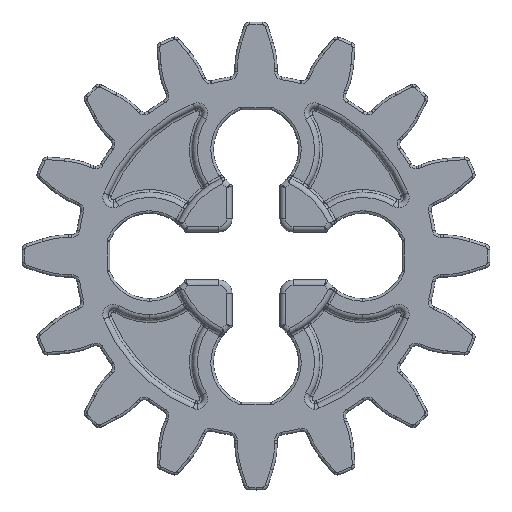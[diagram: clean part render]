
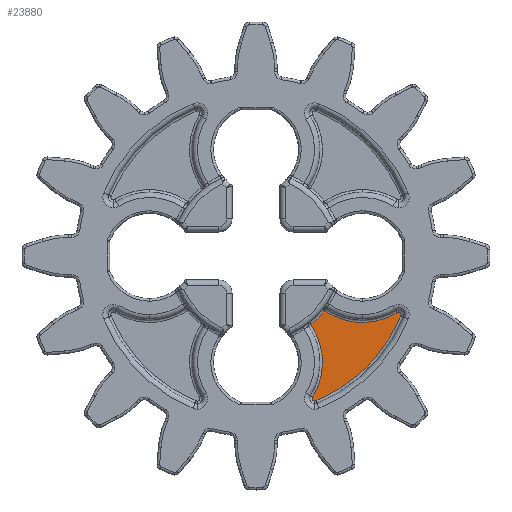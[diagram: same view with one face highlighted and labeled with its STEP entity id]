
A CAD part, left-side view. The second image highlights one B-rep face of the part: STEP entity #23880.
In plain terms, the highlighted planar face has unit normal (-1, 0, 0).
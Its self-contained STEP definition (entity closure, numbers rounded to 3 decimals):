
#764 = DIRECTION ( 'NONE',  ( -1., 0., 0. ) ) ;
#873 = VERTEX_POINT ( 'NONE', #1326 ) ;
#893 = ORIENTED_EDGE ( 'NONE', *, *, #1240, .T. ) ;
#1240 = EDGE_CURVE ( 'NONE', #17513, #32636, #22905, .T. ) ;
#1326 = CARTESIAN_POINT ( 'NONE',  ( -1.2, -5.452, -2.254 ) ) ;
#1716 = DIRECTION ( 'NONE',  ( 1., 0., 0. ) ) ;
#2222 = AXIS2_PLACEMENT_3D ( 'NONE', #3630, #23845, #21769 ) ;
#2452 = VERTEX_POINT ( 'NONE', #11010 ) ;
#2516 = EDGE_CURVE ( 'NONE', #11841, #873, #3829, .T. ) ;
#2647 = EDGE_CURVE ( 'NONE', #12474, #17513, #7389, .T. ) ;
#2829 = ORIENTED_EDGE ( 'NONE', *, *, #9784, .T. ) ;
#2935 = EDGE_CURVE ( 'NONE', #873, #24968, #26322, .T. ) ;
#3224 = DIRECTION ( 'NONE',  ( 0., 0., 1. ) ) ;
#3343 = CARTESIAN_POINT ( 'NONE',  ( -1.2, -5.36, -2.216 ) ) ;
#3630 = CARTESIAN_POINT ( 'NONE',  ( -1.2, 0., -2. ) ) ;
#3709 = DIRECTION ( 'NONE',  ( -1., 0., 0. ) ) ;
#3772 = ORIENTED_EDGE ( 'NONE', *, *, #2647, .T. ) ;
#3829 = CIRCLE ( 'NONE', #9595, 5.9 ) ;
#3889 = DIRECTION ( 'NONE',  ( 1., 0., 0. ) ) ;
#4044 = DIRECTION ( 'NONE',  ( 1., 0., 0. ) ) ;
#4182 = DIRECTION ( 'NONE',  ( 0., 0., 1. ) ) ;
#4712 = CARTESIAN_POINT ( 'NONE',  ( -1.2, -2.254, -5.452 ) ) ;
#4779 = DIRECTION ( 'NONE',  ( -1., 0., 0. ) ) ;
#4902 = AXIS2_PLACEMENT_3D ( 'NONE', #24784, #4779, #22479 ) ;
#5421 = AXIS2_PLACEMENT_3D ( 'NONE', #30945, #15862, #3224 ) ;
#5788 = CARTESIAN_POINT ( 'NONE',  ( -1.2, -5.308, -2.131 ) ) ;
#6501 = DIRECTION ( 'NONE',  ( 0., 0., 1. ) ) ;
#6597 = AXIS2_PLACEMENT_3D ( 'NONE', #19411, #3889, #19087 ) ;
#7389 = CIRCLE ( 'NONE', #10641, 2.5 ) ;
#7929 = EDGE_CURVE ( 'NONE', #24968, #12474, #17109, .T. ) ;
#8656 = EDGE_CURVE ( 'NONE', #2452, #13974, #28058, .T. ) ;
#8913 = CIRCLE ( 'NONE', #5421, 0.1 ) ;
#9263 = CARTESIAN_POINT ( 'NONE',  ( -1.2, 0., -4. ) ) ;
#9595 = AXIS2_PLACEMENT_3D ( 'NONE', #26423, #3709, #21409 ) ;
#9784 = EDGE_CURVE ( 'NONE', #32636, #2452, #21719, .T. ) ;
#10641 = AXIS2_PLACEMENT_3D ( 'NONE', #19527, #1716, #19419 ) ;
#11010 = CARTESIAN_POINT ( 'NONE',  ( -1.2, -2.131, -5.308 ) ) ;
#11841 = VERTEX_POINT ( 'NONE', #4712 ) ;
#12151 = DIRECTION ( 'NONE',  ( -1., 0., 0. ) ) ;
#12474 = VERTEX_POINT ( 'NONE', #5788 ) ;
#13842 = AXIS2_PLACEMENT_3D ( 'NONE', #20167, #12151, #4182 ) ;
#13974 = VERTEX_POINT ( 'NONE', #30695 ) ;
#13983 = ORIENTED_EDGE ( 'NONE', *, *, #8656, .T. ) ;
#14505 = ORIENTED_EDGE ( 'NONE', *, *, #7929, .T. ) ;
#15862 = DIRECTION ( 'NONE',  ( -1., 0., 0. ) ) ;
#17109 = CIRCLE ( 'NONE', #4902, 0.1 ) ;
#17513 = VERTEX_POINT ( 'NONE', #28559 ) ;
#18517 = DIRECTION ( 'NONE',  ( 0., 0., 1. ) ) ;
#19087 = DIRECTION ( 'NONE',  ( 0., 0., 1. ) ) ;
#19175 = CARTESIAN_POINT ( 'NONE',  ( -1.2, -5.36, -2.116 ) ) ;
#19411 = CARTESIAN_POINT ( 'NONE',  ( -1.2, 0., 0. ) ) ;
#19419 = DIRECTION ( 'NONE',  ( 0., 0., 1. ) ) ;
#19527 = CARTESIAN_POINT ( 'NONE',  ( -1.2, -4., 0. ) ) ;
#20167 = CARTESIAN_POINT ( 'NONE',  ( -1.2, -2.216, -5.36 ) ) ;
#21409 = DIRECTION ( 'NONE',  ( 0., 0., 1. ) ) ;
#21719 = CIRCLE ( 'NONE', #31387, 2.5 ) ;
#21769 = DIRECTION ( 'NONE',  ( 0., 0., -1. ) ) ;
#22479 = DIRECTION ( 'NONE',  ( 0., 0., 1. ) ) ;
#22905 = CIRCLE ( 'NONE', #6597, 3.3 ) ;
#23568 = AXIS2_PLACEMENT_3D ( 'NONE', #3343, #764, #18517 ) ;
#23845 = DIRECTION ( 'NONE',  ( -1., 0., 0. ) ) ;
#23880 = ADVANCED_FACE ( 'NONE', ( #26288 ), #29121, .T. ) ;
#24780 = EDGE_CURVE ( 'NONE', #13974, #11841, #8913, .T. ) ;
#24784 = CARTESIAN_POINT ( 'NONE',  ( -1.2, -5.36, -2.216 ) ) ;
#24968 = VERTEX_POINT ( 'NONE', #19175 ) ;
#24986 = CARTESIAN_POINT ( 'NONE',  ( -1.2, -2.058, -2.58 ) ) ;
#25353 = ORIENTED_EDGE ( 'NONE', *, *, #2935, .T. ) ;
#26288 = FACE_OUTER_BOUND ( 'NONE', #28652, .T. ) ;
#26322 = CIRCLE ( 'NONE', #23568, 0.1 ) ;
#26423 = CARTESIAN_POINT ( 'NONE',  ( -1.2, 0., 0. ) ) ;
#28058 = CIRCLE ( 'NONE', #13842, 0.1 ) ;
#28559 = CARTESIAN_POINT ( 'NONE',  ( -1.2, -2.58, -2.058 ) ) ;
#28652 = EDGE_LOOP ( 'NONE', ( #2829, #13983, #31260, #31764, #25353, #14505, #3772, #893 ) ) ;
#29121 = PLANE ( 'NONE',  #2222 ) ;
#30695 = CARTESIAN_POINT ( 'NONE',  ( -1.2, -2.216, -5.46 ) ) ;
#30945 = CARTESIAN_POINT ( 'NONE',  ( -1.2, -2.216, -5.36 ) ) ;
#31260 = ORIENTED_EDGE ( 'NONE', *, *, #24780, .T. ) ;
#31387 = AXIS2_PLACEMENT_3D ( 'NONE', #9263, #4044, #6501 ) ;
#31764 = ORIENTED_EDGE ( 'NONE', *, *, #2516, .T. ) ;
#32636 = VERTEX_POINT ( 'NONE', #24986 ) ;
